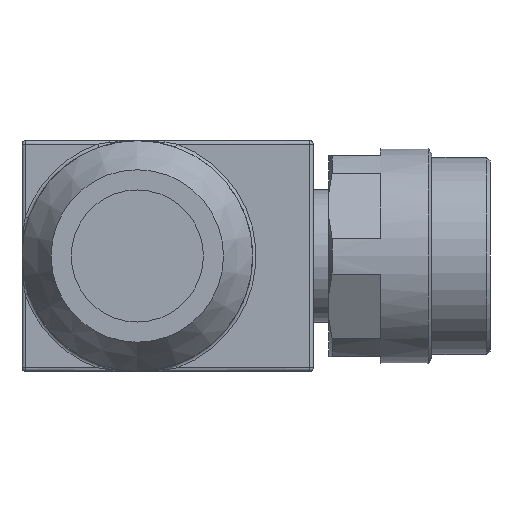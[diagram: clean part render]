
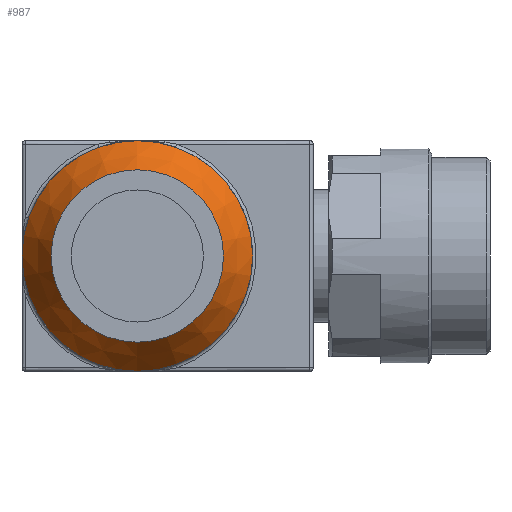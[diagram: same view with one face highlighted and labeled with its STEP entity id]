
A CAD part, left-side view. The second image highlights one B-rep face of the part: STEP entity #987.
In plain terms, the highlighted conical face has half-angle 33.024 degrees and reference radius 5.15 mm.
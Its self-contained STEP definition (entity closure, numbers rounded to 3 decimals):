
#703=CONICAL_SURFACE('',#4024,5.15,33.024);
#987=ADVANCED_FACE('',(#1152,#1153),#703,.T.);
#1152=FACE_BOUND('',#1411,.T.);
#1153=FACE_BOUND('',#1412,.T.);
#1411=EDGE_LOOP('',(#2374));
#1412=EDGE_LOOP('',(#2375));
#2374=ORIENTED_EDGE('',*,*,#3224,.F.);
#2375=ORIENTED_EDGE('',*,*,#3225,.T.);
#2731=VERTEX_POINT('',#6512);
#2732=VERTEX_POINT('',#6515);
#3224=EDGE_CURVE('',#2731,#2731,#3520,.T.);
#3225=EDGE_CURVE('',#2732,#2732,#3521,.T.);
#3520=CIRCLE('',#4021,3.85);
#3521=CIRCLE('',#4023,5.15);
#4021=AXIS2_PLACEMENT_3D('',#6511,#5193,#5194);
#4023=AXIS2_PLACEMENT_3D('',#6514,#5197,#5198);
#4024=AXIS2_PLACEMENT_3D('',#6516,#5199,#5200);
#5193=DIRECTION('',(-1.,0.,0.));
#5194=DIRECTION('',(0.,0.,1.));
#5197=DIRECTION('',(-1.,0.,0.));
#5198=DIRECTION('',(0.,0.,1.));
#5199=DIRECTION('',(1.,0.,0.));
#5200=DIRECTION('',(0.,0.,-1.));
#6511=CARTESIAN_POINT('',(9.331,-68.446,28.186));
#6512=CARTESIAN_POINT('',(9.331,-68.446,32.036));
#6514=CARTESIAN_POINT('',(11.331,-68.446,28.186));
#6515=CARTESIAN_POINT('',(11.331,-68.446,33.336));
#6516=CARTESIAN_POINT('',(11.331,-68.446,28.186));
